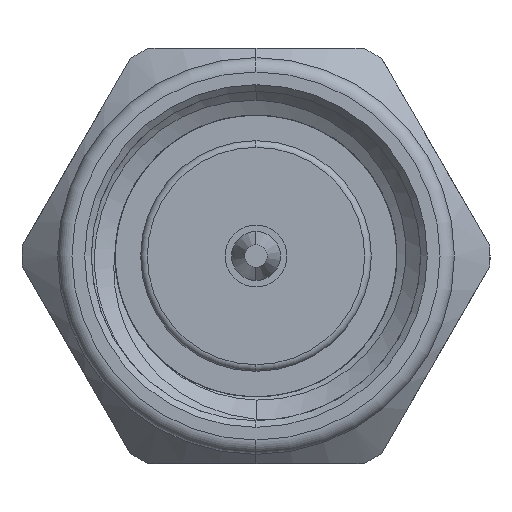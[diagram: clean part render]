
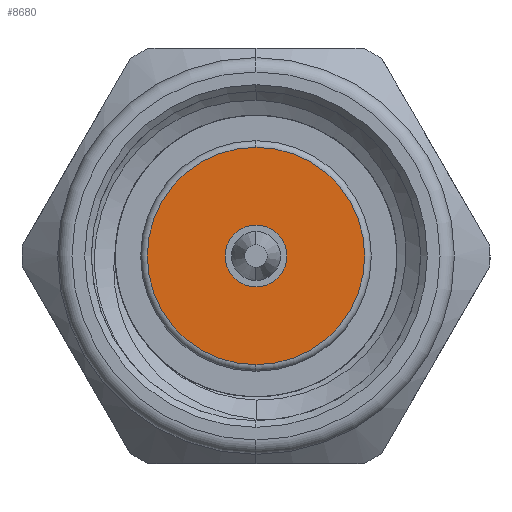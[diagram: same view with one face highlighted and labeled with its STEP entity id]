
A CAD part, left-side view. The second image highlights one B-rep face of the part: STEP entity #8680.
In plain terms, the highlighted planar face has unit normal (-1, 0, 0).
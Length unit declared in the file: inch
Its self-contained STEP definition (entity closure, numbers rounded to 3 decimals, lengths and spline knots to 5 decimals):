
#230 = CIRCLE ( 'NONE', #4516, 0.0825 ) ;
#273 = DIRECTION ( 'NONE',  ( -1., 0., 0. ) ) ;
#355 = AXIS2_PLACEMENT_3D ( 'NONE', #10112, #12746, #7886 ) ;
#910 = EDGE_CURVE ( 'NONE', #7330, #13216, #4026, .T. ) ;
#1294 = ORIENTED_EDGE ( 'NONE', *, *, #910, .T. ) ;
#1465 = CIRCLE ( 'NONE', #3184, 0.0235 ) ;
#1653 = CARTESIAN_POINT ( 'NONE',  ( -0.31913, 0., 0. ) ) ;
#2621 = FACE_BOUND ( 'NONE', #11117, .T. ) ;
#2955 = EDGE_CURVE ( 'NONE', #3917, #11550, #11724, .T. ) ;
#3100 = DIRECTION ( 'NONE',  ( -1., 0., 0. ) ) ;
#3184 = AXIS2_PLACEMENT_3D ( 'NONE', #10351, #3100, #7133 ) ;
#3555 = CARTESIAN_POINT ( 'NONE',  ( -0.31913, 0., -0.0825 ) ) ;
#3558 = FACE_OUTER_BOUND ( 'NONE', #5612, .T. ) ;
#3917 = VERTEX_POINT ( 'NONE', #12114 ) ;
#3924 = AXIS2_PLACEMENT_3D ( 'NONE', #6719, #8464, #6512 ) ;
#4003 = EDGE_CURVE ( 'NONE', #11550, #3917, #1465, .T. ) ;
#4026 = CIRCLE ( 'NONE', #5741, 0.0825 ) ;
#4516 = AXIS2_PLACEMENT_3D ( 'NONE', #1653, #5880, #4873 ) ;
#4873 = DIRECTION ( 'NONE',  ( 0., 0., 1. ) ) ;
#5612 = EDGE_LOOP ( 'NONE', ( #1294, #7399 ) ) ;
#5741 = AXIS2_PLACEMENT_3D ( 'NONE', #6248, #273, #8264 ) ;
#5880 = DIRECTION ( 'NONE',  ( -1., 0., 0. ) ) ;
#6248 = CARTESIAN_POINT ( 'NONE',  ( -0.31913, 0., 0. ) ) ;
#6395 = ORIENTED_EDGE ( 'NONE', *, *, #4003, .F. ) ;
#6512 = DIRECTION ( 'NONE',  ( 0., 0., 1. ) ) ;
#6719 = CARTESIAN_POINT ( 'NONE',  ( -0.31913, 0.0825, 0. ) ) ;
#6923 = ORIENTED_EDGE ( 'NONE', *, *, #2955, .F. ) ;
#7092 = CARTESIAN_POINT ( 'NONE',  ( -0.31913, 0., 0.0825 ) ) ;
#7133 = DIRECTION ( 'NONE',  ( 0., 0., 1. ) ) ;
#7267 = CARTESIAN_POINT ( 'NONE',  ( -0.31913, 0., -0.0235 ) ) ;
#7330 = VERTEX_POINT ( 'NONE', #7092 ) ;
#7399 = ORIENTED_EDGE ( 'NONE', *, *, #10733, .T. ) ;
#7886 = DIRECTION ( 'NONE',  ( 0., 0., 1. ) ) ;
#8264 = DIRECTION ( 'NONE',  ( 0., 0., 1. ) ) ;
#8464 = DIRECTION ( 'NONE',  ( -1., 0., 0. ) ) ;
#8680 = ADVANCED_FACE ( 'NONE', ( #3558, #2621 ), #11626, .T. ) ;
#10112 = CARTESIAN_POINT ( 'NONE',  ( -0.31913, 0., 0. ) ) ;
#10351 = CARTESIAN_POINT ( 'NONE',  ( -0.31913, 0., 0. ) ) ;
#10733 = EDGE_CURVE ( 'NONE', #13216, #7330, #230, .T. ) ;
#11117 = EDGE_LOOP ( 'NONE', ( #6923, #6395 ) ) ;
#11550 = VERTEX_POINT ( 'NONE', #7267 ) ;
#11626 = PLANE ( 'NONE',  #3924 ) ;
#11724 = CIRCLE ( 'NONE', #355, 0.0235 ) ;
#12114 = CARTESIAN_POINT ( 'NONE',  ( -0.31913, 0., 0.0235 ) ) ;
#12746 = DIRECTION ( 'NONE',  ( -1., 0., 0. ) ) ;
#13216 = VERTEX_POINT ( 'NONE', #3555 ) ;
